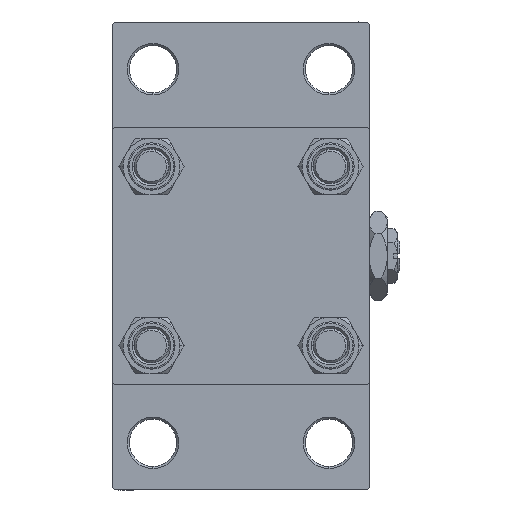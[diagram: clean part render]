
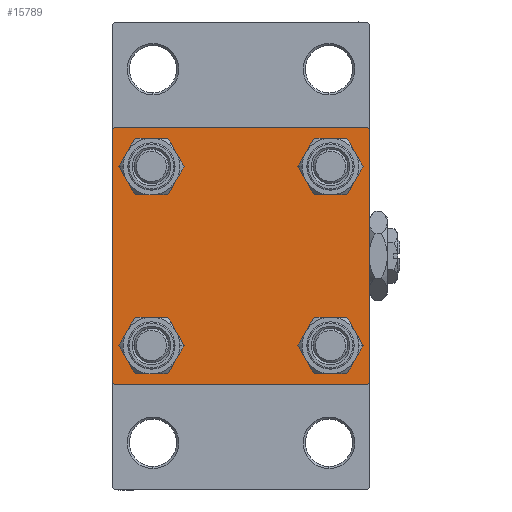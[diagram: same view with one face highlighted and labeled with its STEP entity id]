
A CAD part, left-side view. The second image highlights one B-rep face of the part: STEP entity #15789.
In plain terms, the highlighted planar face has unit normal (-1, 0, 0).
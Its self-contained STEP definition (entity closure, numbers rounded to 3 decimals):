
#98 = CARTESIAN_POINT ( 'NONE',  ( 0., -20.85, 20.85 ) ) ;
#360 = CARTESIAN_POINT ( 'NONE',  ( 0., 30., 30. ) ) ;
#751 = EDGE_CURVE ( 'NONE', #26506, #48673, #32973, .T. ) ;
#1124 = EDGE_LOOP ( 'NONE', ( #28524, #19264 ) ) ;
#1125 = LINE ( 'NONE', #360, #32458 ) ;
#1396 = EDGE_CURVE ( 'NONE', #49082, #35327, #7103, .T. ) ;
#2095 = DIRECTION ( 'NONE',  ( 0., 0.707, 0.707 ) ) ;
#2118 = CARTESIAN_POINT ( 'NONE',  ( 0., -29.5, 30. ) ) ;
#2328 = CIRCLE ( 'NONE', #31782, 4.5 ) ;
#2344 = EDGE_CURVE ( 'NONE', #18975, #13069, #37439, .T. ) ;
#2346 = EDGE_CURVE ( 'NONE', #13511, #4105, #30531, .T. ) ;
#2619 = CARTESIAN_POINT ( 'NONE',  ( 0., 30., 29.5 ) ) ;
#3419 = DIRECTION ( 'NONE',  ( 1., 0., 0. ) ) ;
#3581 = LINE ( 'NONE', #47590, #14690 ) ;
#4006 = CARTESIAN_POINT ( 'NONE',  ( 0., -30., 29.5 ) ) ;
#4105 = VERTEX_POINT ( 'NONE', #31714 ) ;
#4259 = DIRECTION ( 'NONE',  ( 1., 0., 0. ) ) ;
#4967 = DIRECTION ( 'NONE',  ( -1., 0., 0. ) ) ;
#5056 = CARTESIAN_POINT ( 'NONE',  ( 0., 20.85, 20.85 ) ) ;
#5161 = ORIENTED_EDGE ( 'NONE', *, *, #1396, .T. ) ;
#5595 = CARTESIAN_POINT ( 'NONE',  ( 0., 20.85, 16.35 ) ) ;
#6123 = AXIS2_PLACEMENT_3D ( 'NONE', #5056, #21139, #24562 ) ;
#7103 = LINE ( 'NONE', #50315, #16194 ) ;
#7314 = ORIENTED_EDGE ( 'NONE', *, *, #2344, .T. ) ;
#8610 = ORIENTED_EDGE ( 'NONE', *, *, #751, .T. ) ;
#9018 = EDGE_CURVE ( 'NONE', #18975, #35327, #43080, .T. ) ;
#9067 = AXIS2_PLACEMENT_3D ( 'NONE', #50839, #3419, #11073 ) ;
#9437 = FACE_OUTER_BOUND ( 'NONE', #19332, .T. ) ;
#9988 = ORIENTED_EDGE ( 'NONE', *, *, #2346, .T. ) ;
#10452 = CARTESIAN_POINT ( 'NONE',  ( 0., -30., 30. ) ) ;
#10692 = CIRCLE ( 'NONE', #49373, 4.5 ) ;
#10875 = CARTESIAN_POINT ( 'NONE',  ( 0., 20.85, 20.85 ) ) ;
#11073 = DIRECTION ( 'NONE',  ( 0., 0., 1. ) ) ;
#11605 = CARTESIAN_POINT ( 'NONE',  ( 0., -29.5, -30. ) ) ;
#11964 = DIRECTION ( 'NONE',  ( 0., 0., 1. ) ) ;
#12073 = DIRECTION ( 'NONE',  ( 0., 0., 1. ) ) ;
#12430 = CARTESIAN_POINT ( 'NONE',  ( 0., 20.85, -16.35 ) ) ;
#13069 = VERTEX_POINT ( 'NONE', #2619 ) ;
#13372 = DIRECTION ( 'NONE',  ( 0., -0.707, 0.707 ) ) ;
#13511 = VERTEX_POINT ( 'NONE', #5595 ) ;
#13521 = DIRECTION ( 'NONE',  ( 1., 0., 0. ) ) ;
#14064 = EDGE_LOOP ( 'NONE', ( #8610, #18141 ) ) ;
#14690 = VECTOR ( 'NONE', #42837, 1000. ) ;
#15171 = CARTESIAN_POINT ( 'NONE',  ( 0., -20.85, 16.35 ) ) ;
#15530 = VERTEX_POINT ( 'NONE', #26618 ) ;
#15636 = EDGE_CURVE ( 'NONE', #18439, #28062, #37664, .T. ) ;
#15789 = ADVANCED_FACE ( 'NONE', ( #18847, #45509, #18589, #49479, #9437 ), #45258, .T. ) ;
#15937 = DIRECTION ( 'NONE',  ( 1., 0., 0. ) ) ;
#16194 = VECTOR ( 'NONE', #2095, 1000. ) ;
#16748 = VECTOR ( 'NONE', #34745, 1000. ) ;
#17542 = CARTESIAN_POINT ( 'NONE',  ( 0., -20.85, -16.35 ) ) ;
#18141 = ORIENTED_EDGE ( 'NONE', *, *, #29120, .T. ) ;
#18414 = DIRECTION ( 'NONE',  ( 0., 0., 1. ) ) ;
#18439 = VERTEX_POINT ( 'NONE', #17542 ) ;
#18475 = ORIENTED_EDGE ( 'NONE', *, *, #43908, .T. ) ;
#18589 = FACE_BOUND ( 'NONE', #45411, .T. ) ;
#18613 = CARTESIAN_POINT ( 'NONE',  ( 0., 30., 30. ) ) ;
#18663 = DIRECTION ( 'NONE',  ( 1., 0., 0. ) ) ;
#18678 = CARTESIAN_POINT ( 'NONE',  ( 0., 30., -30. ) ) ;
#18847 = FACE_BOUND ( 'NONE', #14064, .T. ) ;
#18975 = VERTEX_POINT ( 'NONE', #28924 ) ;
#19264 = ORIENTED_EDGE ( 'NONE', *, *, #47704, .T. ) ;
#19332 = EDGE_LOOP ( 'NONE', ( #21682, #26445, #18475, #28373, #31376, #5161, #48480, #7314 ) ) ;
#20554 = EDGE_CURVE ( 'NONE', #40553, #35578, #33903, .T. ) ;
#20934 = DIRECTION ( 'NONE',  ( 0., 0., -1. ) ) ;
#21139 = DIRECTION ( 'NONE',  ( 1., 0., 0. ) ) ;
#21164 = VECTOR ( 'NONE', #13372, 1000. ) ;
#21487 = AXIS2_PLACEMENT_3D ( 'NONE', #28400, #27636, #12073 ) ;
#21682 = ORIENTED_EDGE ( 'NONE', *, *, #33929, .T. ) ;
#21928 = EDGE_CURVE ( 'NONE', #34330, #48663, #41353, .T. ) ;
#22204 = DIRECTION ( 'NONE',  ( 1., 0., 0. ) ) ;
#22529 = AXIS2_PLACEMENT_3D ( 'NONE', #41039, #4967, #25260 ) ;
#24294 = CARTESIAN_POINT ( 'NONE',  ( 0., -20.85, -20.85 ) ) ;
#24316 = CARTESIAN_POINT ( 'NONE',  ( 0., 29.75, 29.75 ) ) ;
#24562 = DIRECTION ( 'NONE',  ( 0., 0., 1. ) ) ;
#25260 = DIRECTION ( 'NONE',  ( 0., 0., 1. ) ) ;
#26445 = ORIENTED_EDGE ( 'NONE', *, *, #27236, .T. ) ;
#26506 = VERTEX_POINT ( 'NONE', #39856 ) ;
#26525 = CIRCLE ( 'NONE', #21487, 4.5 ) ;
#26618 = CARTESIAN_POINT ( 'NONE',  ( 0., 29.5, -30. ) ) ;
#26794 = LINE ( 'NONE', #10452, #49596 ) ;
#27236 = EDGE_CURVE ( 'NONE', #51515, #15530, #3581, .T. ) ;
#27636 = DIRECTION ( 'NONE',  ( 1., 0., 0. ) ) ;
#28062 = VERTEX_POINT ( 'NONE', #39427 ) ;
#28373 = ORIENTED_EDGE ( 'NONE', *, *, #20554, .T. ) ;
#28400 = CARTESIAN_POINT ( 'NONE',  ( 0., -20.85, 20.85 ) ) ;
#28524 = ORIENTED_EDGE ( 'NONE', *, *, #15636, .T. ) ;
#28924 = CARTESIAN_POINT ( 'NONE',  ( 0., 29.5, 30. ) ) ;
#28983 = VECTOR ( 'NONE', #35214, 1000. ) ;
#29120 = EDGE_CURVE ( 'NONE', #48673, #26506, #26525, .T. ) ;
#30463 = AXIS2_PLACEMENT_3D ( 'NONE', #41944, #13521, #41414 ) ;
#30531 = CIRCLE ( 'NONE', #6123, 4.5 ) ;
#31286 = ORIENTED_EDGE ( 'NONE', *, *, #35682, .T. ) ;
#31376 = ORIENTED_EDGE ( 'NONE', *, *, #45055, .F. ) ;
#31714 = CARTESIAN_POINT ( 'NONE',  ( 0., 20.85, 25.35 ) ) ;
#31782 = AXIS2_PLACEMENT_3D ( 'NONE', #10875, #22204, #34848 ) ;
#32458 = VECTOR ( 'NONE', #20934, 1000. ) ;
#32973 = CIRCLE ( 'NONE', #46444, 4.5 ) ;
#33903 = LINE ( 'NONE', #41524, #21164 ) ;
#33929 = EDGE_CURVE ( 'NONE', #13069, #51515, #1125, .T. ) ;
#34330 = VERTEX_POINT ( 'NONE', #12430 ) ;
#34745 = DIRECTION ( 'NONE',  ( 0., -1., 0. ) ) ;
#34848 = DIRECTION ( 'NONE',  ( 0., 0., 1. ) ) ;
#35214 = DIRECTION ( 'NONE',  ( 0., -1., 0. ) ) ;
#35223 = DIRECTION ( 'NONE',  ( 0., 0., -1. ) ) ;
#35327 = VERTEX_POINT ( 'NONE', #2118 ) ;
#35377 = CARTESIAN_POINT ( 'NONE',  ( 0., 30., -29.5 ) ) ;
#35578 = VERTEX_POINT ( 'NONE', #49747 ) ;
#35682 = EDGE_CURVE ( 'NONE', #48663, #34330, #10692, .T. ) ;
#35886 = DIRECTION ( 'NONE',  ( 0., 0., 1. ) ) ;
#36996 = ORIENTED_EDGE ( 'NONE', *, *, #21928, .T. ) ;
#37439 = LINE ( 'NONE', #24316, #47357 ) ;
#37664 = CIRCLE ( 'NONE', #9067, 4.5 ) ;
#38093 = EDGE_CURVE ( 'NONE', #4105, #13511, #2328, .T. ) ;
#39229 = ORIENTED_EDGE ( 'NONE', *, *, #38093, .T. ) ;
#39427 = CARTESIAN_POINT ( 'NONE',  ( 0., -20.85, -25.35 ) ) ;
#39856 = CARTESIAN_POINT ( 'NONE',  ( 0., -20.85, 25.35 ) ) ;
#40140 = AXIS2_PLACEMENT_3D ( 'NONE', #24294, #4259, #35886 ) ;
#40363 = DIRECTION ( 'NONE',  ( 0., 0.707, -0.707 ) ) ;
#40553 = VERTEX_POINT ( 'NONE', #11605 ) ;
#41039 = CARTESIAN_POINT ( 'NONE',  ( 0., 0., 0. ) ) ;
#41353 = CIRCLE ( 'NONE', #30463, 4.5 ) ;
#41414 = DIRECTION ( 'NONE',  ( 0., 0., 1. ) ) ;
#41524 = CARTESIAN_POINT ( 'NONE',  ( 0., -29.75, -29.75 ) ) ;
#41944 = CARTESIAN_POINT ( 'NONE',  ( 0., 20.85, -20.85 ) ) ;
#42104 = LINE ( 'NONE', #18678, #16748 ) ;
#42837 = DIRECTION ( 'NONE',  ( 0., -0.707, -0.707 ) ) ;
#43080 = LINE ( 'NONE', #18613, #28983 ) ;
#43908 = EDGE_CURVE ( 'NONE', #15530, #40553, #42104, .T. ) ;
#45055 = EDGE_CURVE ( 'NONE', #49082, #35578, #26794, .T. ) ;
#45258 = PLANE ( 'NONE',  #22529 ) ;
#45411 = EDGE_LOOP ( 'NONE', ( #36996, #31286 ) ) ;
#45509 = FACE_BOUND ( 'NONE', #1124, .T. ) ;
#46220 = EDGE_LOOP ( 'NONE', ( #39229, #9988 ) ) ;
#46444 = AXIS2_PLACEMENT_3D ( 'NONE', #98, #15937, #11964 ) ;
#46572 = CARTESIAN_POINT ( 'NONE',  ( 0., 20.85, -20.85 ) ) ;
#47041 = CARTESIAN_POINT ( 'NONE',  ( 0., 20.85, -25.35 ) ) ;
#47357 = VECTOR ( 'NONE', #40363, 1000. ) ;
#47590 = CARTESIAN_POINT ( 'NONE',  ( 0., 29.75, -29.75 ) ) ;
#47704 = EDGE_CURVE ( 'NONE', #28062, #18439, #47716, .T. ) ;
#47716 = CIRCLE ( 'NONE', #40140, 4.5 ) ;
#48480 = ORIENTED_EDGE ( 'NONE', *, *, #9018, .F. ) ;
#48663 = VERTEX_POINT ( 'NONE', #47041 ) ;
#48673 = VERTEX_POINT ( 'NONE', #15171 ) ;
#49082 = VERTEX_POINT ( 'NONE', #4006 ) ;
#49373 = AXIS2_PLACEMENT_3D ( 'NONE', #46572, #18663, #18414 ) ;
#49479 = FACE_BOUND ( 'NONE', #46220, .T. ) ;
#49596 = VECTOR ( 'NONE', #35223, 1000. ) ;
#49747 = CARTESIAN_POINT ( 'NONE',  ( 0., -30., -29.5 ) ) ;
#50315 = CARTESIAN_POINT ( 'NONE',  ( 0., -29.75, 29.75 ) ) ;
#50839 = CARTESIAN_POINT ( 'NONE',  ( 0., -20.85, -20.85 ) ) ;
#51515 = VERTEX_POINT ( 'NONE', #35377 ) ;
